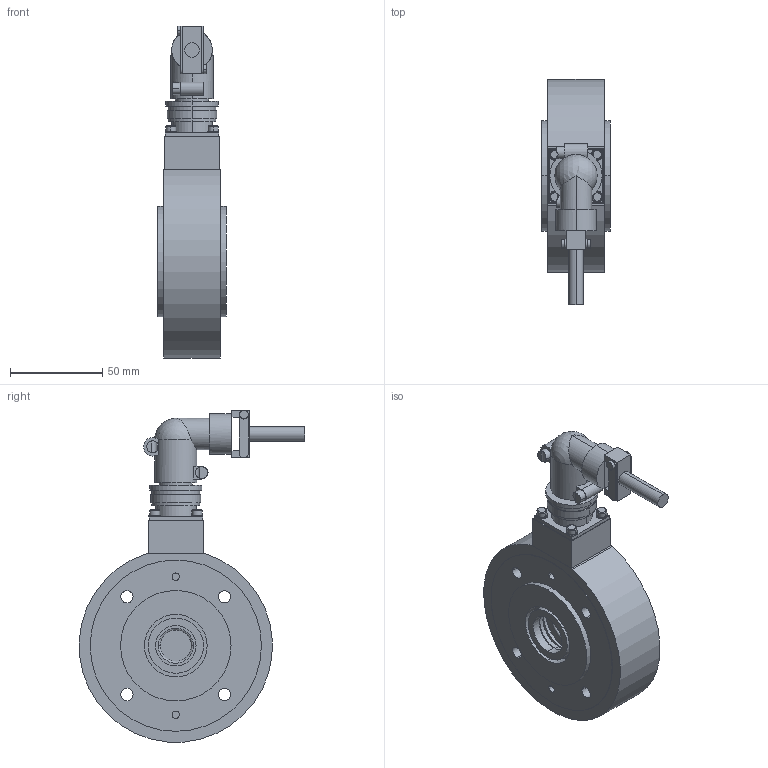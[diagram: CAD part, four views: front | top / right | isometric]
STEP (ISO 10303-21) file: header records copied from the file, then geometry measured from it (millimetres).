
FILE_DESCRIPTION((''),'2;1');
FILE_NAME('50211.stp','2007-09-21T11:27:07',(''),(''),'Mechanical Desktop 2007','Mechanical Desktop 2007',', , ');
FILE_SCHEMA(('CONFIG_CONTROL_DESIGN'));
Length unit declared in the file: millimetre
Products named in the file (25): L50211; L4936404; TEIL1AA; L47958A; L47958; L47957A; L47957; L49026; TEIL1A; I-6KT_SCHRAUBE_M5X25_NK; I-6KT_SCHRAUBE_M5X25_NKA; I-6KT_SCHRAUBE_M3X25A; I-6KT_SCHRAUBE_M3X25; FEDERRING_M3; FEDERRING_M3A; V_RING_V22AA; V_RING_V22A; FLANSCHDOSE_WINKEL_AMPH_4-POLIG; TEIL1AAA; PENDELKUGELLAGER_1203TVA; PENDELKUGELLAGER_1203TV; SICHERUNGSRING_J40; SICHERUNGSRING_J40A; L4340302; TEIL1
Assembly tree (31 placements, depth 3):
  L50211
    L4936404
      TEIL1AA
    L47958A
      L47958
    L47957A
      L47957
    L49026
      TEIL1A
    I-6KT_SCHRAUBE_M5X25_NK
      I-6KT_SCHRAUBE_M5X25_NKA
    I-6KT_SCHRAUBE_M3X25A  x4
      I-6KT_SCHRAUBE_M3X25
    FEDERRING_M3  x4
      FEDERRING_M3A
    V_RING_V22AA
      V_RING_V22A
    FLANSCHDOSE_WINKEL_AMPH_4-POLIG
      TEIL1AAA
    PENDELKUGELLAGER_1203TVA
      PENDELKUGELLAGER_1203TV
    SICHERUNGSRING_J40
      SICHERUNGSRING_J40A
    L4340302  x2
      TEIL1
Bounding box: 37.2 x 122.41 x 180.31 mm (x, y, z)
Volume: 296068.4 mm3; surface area: 104739.1 mm2
Topology: 19 solids, 19 shells, 365 faces, 883 edges, 584 vertices
Faces by surface type: cylinder 215, plane 113, torus 18, cone 16, bspline 2, sphere 1
Entity records: 10030 total; most frequent: CARTESIAN_POINT 2038, DIRECTION 1759, ORIENTED_EDGE 1452, AXIS2_PLACEMENT_3D 734, EDGE_CURVE 726, VERTEX_POINT 481, EDGE_LOOP 411, CIRCLE 408
